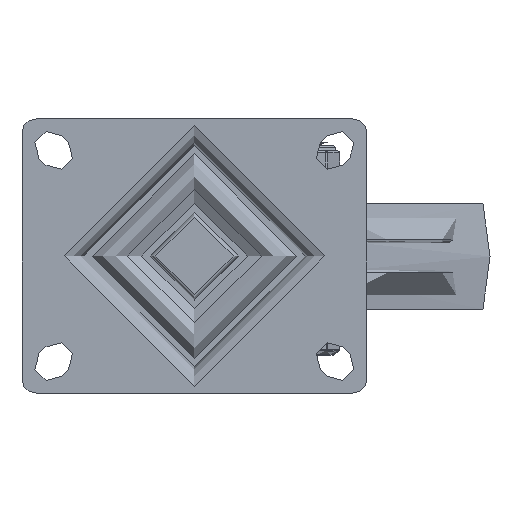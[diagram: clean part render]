
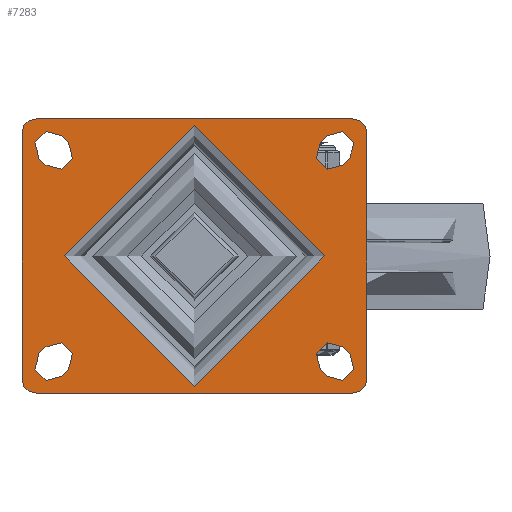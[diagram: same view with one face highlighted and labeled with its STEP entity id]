
A CAD part, top view. The second image highlights one B-rep face of the part: STEP entity #7283.
In plain terms, the highlighted planar face has unit normal (0, 0, 1).
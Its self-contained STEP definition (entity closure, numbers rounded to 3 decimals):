
#548=FACE_BOUND('',#1651,.T.);
#549=FACE_BOUND('',#1652,.T.);
#550=FACE_BOUND('',#1653,.T.);
#551=FACE_BOUND('',#1654,.T.);
#552=FACE_BOUND('',#1655,.T.);
#630=CIRCLE('',#7837,4.5);
#632=CIRCLE('',#7841,4.5);
#634=CIRCLE('',#7845,4.5);
#636=CIRCLE('',#7849,4.5);
#638=CIRCLE('',#7853,4.5);
#640=CIRCLE('',#7857,4.5);
#642=CIRCLE('',#7861,4.5);
#644=CIRCLE('',#7865,4.5);
#650=CIRCLE('',#7873,37.);
#659=CIRCLE('',#7887,4.);
#661=CIRCLE('',#7890,4.);
#663=CIRCLE('',#7893,4.);
#665=CIRCLE('',#7896,4.);
#1204=FACE_OUTER_BOUND('',#1650,.T.);
#1650=EDGE_LOOP('',(#5063,#5064,#5065,#5066,#5067,#5068,#5069,#5070));
#1651=EDGE_LOOP('',(#5071,#5072,#5073,#5074));
#1652=EDGE_LOOP('',(#5075,#5076,#5077,#5078));
#1653=EDGE_LOOP('',(#5079,#5080,#5081,#5082));
#1654=EDGE_LOOP('',(#5083,#5084,#5085,#5086));
#1655=EDGE_LOOP('',(#5087));
#2108=LINE('',#10909,#2638);
#2112=LINE('',#10921,#2642);
#2116=LINE('',#10933,#2646);
#2120=LINE('',#10945,#2650);
#2124=LINE('',#10957,#2654);
#2128=LINE('',#10969,#2658);
#2132=LINE('',#10981,#2662);
#2136=LINE('',#10993,#2666);
#2152=LINE('',#11110,#2682);
#2154=LINE('',#11113,#2684);
#2156=LINE('',#11116,#2686);
#2157=LINE('',#11117,#2687);
#2638=VECTOR('',#8688,10.);
#2642=VECTOR('',#8700,10.);
#2646=VECTOR('',#8712,10.);
#2650=VECTOR('',#8724,10.);
#2654=VECTOR('',#8736,10.);
#2658=VECTOR('',#8748,10.);
#2662=VECTOR('',#8760,10.);
#2666=VECTOR('',#8772,10.);
#2682=VECTOR('',#8914,1000.);
#2684=VECTOR('',#8918,1000.);
#2686=VECTOR('',#8922,1000.);
#2687=VECTOR('',#8923,1000.);
#3168=VERTEX_POINT('',#10906);
#3169=VERTEX_POINT('',#10908);
#3171=VERTEX_POINT('',#10914);
#3173=VERTEX_POINT('',#10920);
#3176=VERTEX_POINT('',#10930);
#3177=VERTEX_POINT('',#10932);
#3179=VERTEX_POINT('',#10938);
#3181=VERTEX_POINT('',#10944);
#3184=VERTEX_POINT('',#10954);
#3185=VERTEX_POINT('',#10956);
#3187=VERTEX_POINT('',#10962);
#3189=VERTEX_POINT('',#10968);
#3192=VERTEX_POINT('',#10978);
#3193=VERTEX_POINT('',#10980);
#3195=VERTEX_POINT('',#10986);
#3197=VERTEX_POINT('',#10992);
#3201=VERTEX_POINT('',#11007);
#3208=VERTEX_POINT('',#11031);
#3209=VERTEX_POINT('',#11032);
#3212=VERTEX_POINT('',#11040);
#3213=VERTEX_POINT('',#11041);
#3216=VERTEX_POINT('',#11049);
#3217=VERTEX_POINT('',#11050);
#3220=VERTEX_POINT('',#11058);
#3221=VERTEX_POINT('',#11059);
#3840=EDGE_CURVE('',#3169,#3168,#2108,.T.);
#3843=EDGE_CURVE('',#3171,#3169,#630,.T.);
#3846=EDGE_CURVE('',#3173,#3171,#2112,.T.);
#3849=EDGE_CURVE('',#3168,#3173,#632,.T.);
#3852=EDGE_CURVE('',#3177,#3176,#2116,.T.);
#3855=EDGE_CURVE('',#3179,#3177,#634,.T.);
#3858=EDGE_CURVE('',#3181,#3179,#2120,.T.);
#3861=EDGE_CURVE('',#3176,#3181,#636,.T.);
#3864=EDGE_CURVE('',#3185,#3184,#2124,.T.);
#3867=EDGE_CURVE('',#3187,#3185,#638,.T.);
#3870=EDGE_CURVE('',#3189,#3187,#2128,.T.);
#3873=EDGE_CURVE('',#3184,#3189,#640,.T.);
#3876=EDGE_CURVE('',#3193,#3192,#2132,.T.);
#3879=EDGE_CURVE('',#3195,#3193,#642,.T.);
#3882=EDGE_CURVE('',#3197,#3195,#2136,.T.);
#3885=EDGE_CURVE('',#3192,#3197,#644,.T.);
#3891=EDGE_CURVE('',#3201,#3201,#650,.T.);
#3902=EDGE_CURVE('',#3208,#3209,#659,.T.);
#3906=EDGE_CURVE('',#3212,#3213,#661,.T.);
#3910=EDGE_CURVE('',#3216,#3217,#663,.T.);
#3914=EDGE_CURVE('',#3220,#3221,#665,.T.);
#3937=EDGE_CURVE('',#3221,#3212,#2152,.T.);
#3939=EDGE_CURVE('',#3213,#3208,#2154,.T.);
#3941=EDGE_CURVE('',#3217,#3220,#2156,.T.);
#3942=EDGE_CURVE('',#3209,#3216,#2157,.T.);
#5063=ORIENTED_EDGE('',*,*,#3914,.F.);
#5064=ORIENTED_EDGE('',*,*,#3941,.F.);
#5065=ORIENTED_EDGE('',*,*,#3910,.F.);
#5066=ORIENTED_EDGE('',*,*,#3942,.F.);
#5067=ORIENTED_EDGE('',*,*,#3902,.F.);
#5068=ORIENTED_EDGE('',*,*,#3939,.F.);
#5069=ORIENTED_EDGE('',*,*,#3906,.F.);
#5070=ORIENTED_EDGE('',*,*,#3937,.F.);
#5071=ORIENTED_EDGE('',*,*,#3846,.T.);
#5072=ORIENTED_EDGE('',*,*,#3843,.T.);
#5073=ORIENTED_EDGE('',*,*,#3840,.T.);
#5074=ORIENTED_EDGE('',*,*,#3849,.T.);
#5075=ORIENTED_EDGE('',*,*,#3858,.T.);
#5076=ORIENTED_EDGE('',*,*,#3855,.T.);
#5077=ORIENTED_EDGE('',*,*,#3852,.T.);
#5078=ORIENTED_EDGE('',*,*,#3861,.T.);
#5079=ORIENTED_EDGE('',*,*,#3870,.T.);
#5080=ORIENTED_EDGE('',*,*,#3867,.T.);
#5081=ORIENTED_EDGE('',*,*,#3864,.T.);
#5082=ORIENTED_EDGE('',*,*,#3873,.T.);
#5083=ORIENTED_EDGE('',*,*,#3882,.T.);
#5084=ORIENTED_EDGE('',*,*,#3879,.T.);
#5085=ORIENTED_EDGE('',*,*,#3876,.T.);
#5086=ORIENTED_EDGE('',*,*,#3885,.T.);
#5087=ORIENTED_EDGE('',*,*,#3891,.F.);
#7081=PLANE('',#7927);
#7283=ADVANCED_FACE('',(#1204,#548,#549,#550,#551,#552),#7081,.T.);
#7837=AXIS2_PLACEMENT_3D('',#10915,#8694,#8695);
#7841=AXIS2_PLACEMENT_3D('',#10925,#8706,#8707);
#7845=AXIS2_PLACEMENT_3D('',#10939,#8718,#8719);
#7849=AXIS2_PLACEMENT_3D('',#10949,#8730,#8731);
#7853=AXIS2_PLACEMENT_3D('',#10963,#8742,#8743);
#7857=AXIS2_PLACEMENT_3D('',#10973,#8754,#8755);
#7861=AXIS2_PLACEMENT_3D('',#10987,#8766,#8767);
#7865=AXIS2_PLACEMENT_3D('',#10997,#8778,#8779);
#7873=AXIS2_PLACEMENT_3D('',#11009,#8794,#8795);
#7887=AXIS2_PLACEMENT_3D('',#11033,#8824,#8825);
#7890=AXIS2_PLACEMENT_3D('',#11042,#8832,#8833);
#7893=AXIS2_PLACEMENT_3D('',#11051,#8840,#8841);
#7896=AXIS2_PLACEMENT_3D('',#11060,#8848,#8849);
#7927=AXIS2_PLACEMENT_3D('',#11115,#8920,#8921);
#8688=DIRECTION('',(0.707,0.707,0.));
#8694=DIRECTION('center_axis',(0.,0.,-1.));
#8695=DIRECTION('ref_axis',(-0.707,0.707,0.));
#8700=DIRECTION('',(-0.707,-0.707,0.));
#8706=DIRECTION('center_axis',(0.,0.,-1.));
#8707=DIRECTION('ref_axis',(0.707,-0.707,0.));
#8712=DIRECTION('',(-0.707,0.707,0.));
#8718=DIRECTION('center_axis',(0.,0.,-1.));
#8719=DIRECTION('ref_axis',(-0.707,-0.707,0.));
#8724=DIRECTION('',(0.707,-0.707,0.));
#8730=DIRECTION('center_axis',(0.,0.,-1.));
#8731=DIRECTION('ref_axis',(0.707,0.707,0.));
#8736=DIRECTION('',(0.707,-0.707,0.));
#8742=DIRECTION('center_axis',(0.,0.,-1.));
#8743=DIRECTION('ref_axis',(0.707,0.707,0.));
#8748=DIRECTION('',(-0.707,0.707,0.));
#8754=DIRECTION('center_axis',(0.,0.,-1.));
#8755=DIRECTION('ref_axis',(-0.707,-0.707,0.));
#8760=DIRECTION('',(-0.707,-0.707,0.));
#8766=DIRECTION('center_axis',(0.,0.,-1.));
#8767=DIRECTION('ref_axis',(0.707,-0.707,0.));
#8772=DIRECTION('',(0.707,0.707,0.));
#8778=DIRECTION('center_axis',(0.,0.,-1.));
#8779=DIRECTION('ref_axis',(-0.707,0.707,0.));
#8794=DIRECTION('center_axis',(0.,0.,1.));
#8795=DIRECTION('ref_axis',(-1.,0.,0.));
#8824=DIRECTION('center_axis',(0.,0.,-1.));
#8825=DIRECTION('ref_axis',(-0.707,0.707,0.));
#8832=DIRECTION('center_axis',(0.,0.,-1.));
#8833=DIRECTION('ref_axis',(-0.707,-0.707,0.));
#8840=DIRECTION('center_axis',(0.,0.,-1.));
#8841=DIRECTION('ref_axis',(0.707,0.707,0.));
#8848=DIRECTION('center_axis',(0.,0.,-1.));
#8849=DIRECTION('ref_axis',(0.707,-0.707,0.));
#8914=DIRECTION('',(-1.,0.,0.));
#8918=DIRECTION('',(0.,1.,0.));
#8920=DIRECTION('center_axis',(0.,0.,1.));
#8921=DIRECTION('ref_axis',(1.,0.,0.));
#8922=DIRECTION('',(0.,-1.,0.));
#8923=DIRECTION('',(1.,0.,0.));
#10906=CARTESIAN_POINT('',(37.818,34.182,0.));
#10908=CARTESIAN_POINT('',(35.818,32.182,0.));
#10909=CARTESIAN_POINT('',(18.818,15.182,0.));
#10914=CARTESIAN_POINT('',(42.182,25.818,0.));
#10915=CARTESIAN_POINT('Origin',(39.,29.,0.));
#10920=CARTESIAN_POINT('',(44.182,27.818,0.));
#10921=CARTESIAN_POINT('',(26.182,9.818,0.));
#10925=CARTESIAN_POINT('Origin',(41.,31.,0.));
#10930=CARTESIAN_POINT('',(35.818,-32.182,0.));
#10932=CARTESIAN_POINT('',(37.818,-34.182,0.));
#10933=CARTESIAN_POINT('',(19.818,-16.182,0.));
#10938=CARTESIAN_POINT('',(44.182,-27.818,0.));
#10939=CARTESIAN_POINT('Origin',(41.,-31.,0.));
#10944=CARTESIAN_POINT('',(42.182,-25.818,0.));
#10945=CARTESIAN_POINT('',(25.182,-8.818,0.));
#10949=CARTESIAN_POINT('Origin',(39.,-29.,0.));
#10954=CARTESIAN_POINT('',(-35.818,32.182,0.));
#10956=CARTESIAN_POINT('',(-37.818,34.182,0.));
#10957=CARTESIAN_POINT('',(-19.818,16.182,0.));
#10962=CARTESIAN_POINT('',(-44.182,27.818,0.));
#10963=CARTESIAN_POINT('Origin',(-41.,31.,0.));
#10968=CARTESIAN_POINT('',(-42.182,25.818,0.));
#10969=CARTESIAN_POINT('',(-25.182,8.818,0.));
#10973=CARTESIAN_POINT('Origin',(-39.,29.,0.));
#10978=CARTESIAN_POINT('',(-37.818,-34.182,0.));
#10980=CARTESIAN_POINT('',(-35.818,-32.182,0.));
#10981=CARTESIAN_POINT('',(-18.818,-15.182,0.));
#10986=CARTESIAN_POINT('',(-42.182,-25.818,0.));
#10987=CARTESIAN_POINT('Origin',(-39.,-29.,0.));
#10992=CARTESIAN_POINT('',(-44.182,-27.818,0.));
#10993=CARTESIAN_POINT('',(-26.182,-9.818,0.));
#10997=CARTESIAN_POINT('Origin',(-41.,-31.,0.));
#11007=CARTESIAN_POINT('',(-37.,0.,0.));
#11009=CARTESIAN_POINT('Origin',(0.,0.,0.));
#11031=CARTESIAN_POINT('',(-49.,35.,0.));
#11032=CARTESIAN_POINT('',(-45.,39.,0.));
#11033=CARTESIAN_POINT('Origin',(-45.,35.,0.));
#11040=CARTESIAN_POINT('',(-45.,-39.,0.));
#11041=CARTESIAN_POINT('',(-49.,-35.,0.));
#11042=CARTESIAN_POINT('Origin',(-45.,-35.,0.));
#11049=CARTESIAN_POINT('',(45.,39.,0.));
#11050=CARTESIAN_POINT('',(49.,35.,0.));
#11051=CARTESIAN_POINT('Origin',(45.,35.,0.));
#11058=CARTESIAN_POINT('',(49.,-35.,0.));
#11059=CARTESIAN_POINT('',(45.,-39.,0.));
#11060=CARTESIAN_POINT('Origin',(45.,-35.,0.));
#11110=CARTESIAN_POINT('',(49.,-39.,0.));
#11113=CARTESIAN_POINT('',(-49.,-39.,0.));
#11115=CARTESIAN_POINT('Origin',(0.,0.,0.));
#11116=CARTESIAN_POINT('',(49.,39.,0.));
#11117=CARTESIAN_POINT('',(-49.,39.,0.));
